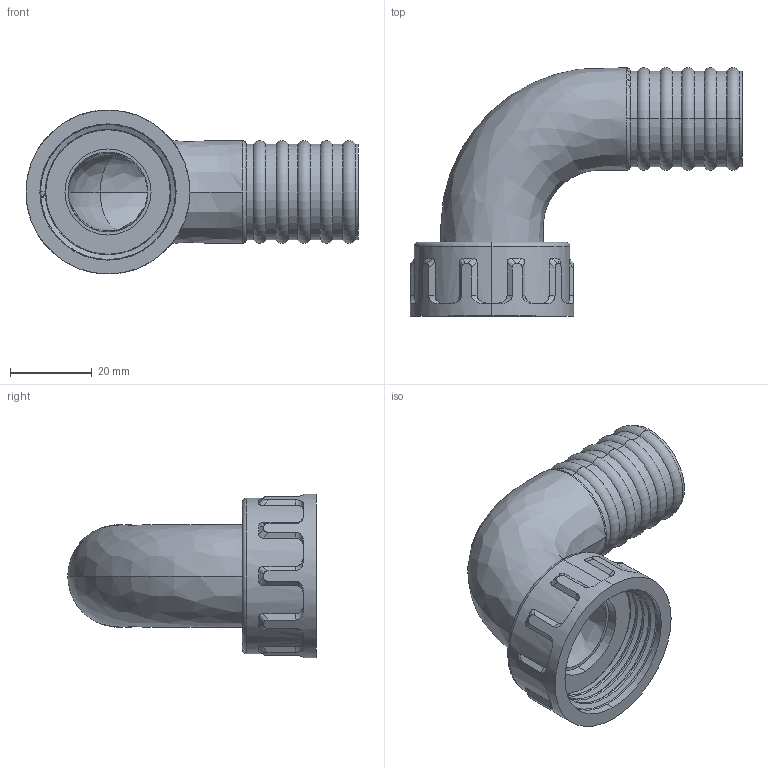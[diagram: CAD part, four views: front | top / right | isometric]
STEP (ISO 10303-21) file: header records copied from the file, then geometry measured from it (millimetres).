
FILE_DESCRIPTION (( 'STEP AP203' ), '1' );
FILE_NAME ('00121_0725.STEP', '2017-05-10T14:12:21', ( '' ), ( '' ), 'SwSTEP 2.0', 'SolidWorks 2011', '' );
FILE_SCHEMA (( 'CONFIG_CONTROL_DESIGN' ));
Length unit declared in the file: millimetre
Products named in the file (4): 00121_0725; 00125_0707; 00122_0799; 00124_0725
Assembly tree (3 placements, depth 2):
  00121_0725
    00122_0799
    00125_0707
    00124_0725
Bounding box: 81 x 60.6 x 40 mm (x, y, z)
Volume: 25413.7 mm3; surface area: 20444.5 mm2
Topology: 3 solids, 3 shells, 158 faces, 434 edges, 281 vertices
Faces by surface type: cylinder 57, plane 39, bspline 31, torus 19, cone 12
Entity records: 12050 total; most frequent: CARTESIAN_POINT 8035, ORIENTED_EDGE 862, DIRECTION 635, EDGE_CURVE 431, VERTEX_POINT 281, AXIS2_PLACEMENT_3D 258, EDGE_LOOP 166, FACE_OUTER_BOUND 158
